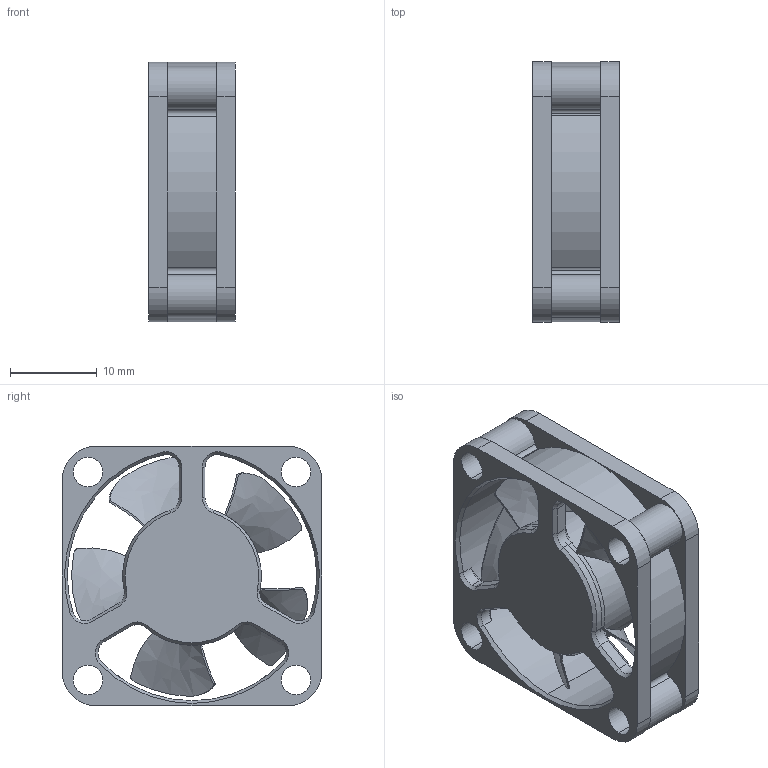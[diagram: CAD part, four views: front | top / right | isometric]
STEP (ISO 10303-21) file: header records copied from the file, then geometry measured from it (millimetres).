
FILE_DESCRIPTION (( 'STEP AP203' ), '1' );
FILE_NAME ('heatsink_fan_3030.STEP', '2022-02-13T11:23:11', ( '' ), ( '' ), 'SwSTEP 2.0', 'SolidWorks 2020', '' );
FILE_SCHEMA (( 'CONFIG_CONTROL_DESIGN' ));
Length unit declared in the file: millimetre
Products named in the file (3): heatsink_fan_3030; Component1; Fan 30mm
Assembly tree (2 placements, depth 2):
  heatsink_fan_3030
    Fan 30mm
    Component1
Bounding box: 10 x 30 x 30 mm (x, y, z)
Volume: 2811.8 mm3; surface area: 5341.3 mm2
Topology: 2 solids, 2 shells, 188 faces, 495 edges, 310 vertices
Faces by surface type: cylinder 66, plane 45, cone 43, bspline 34
Entity records: 9046 total; most frequent: CARTESIAN_POINT 4272, ORIENTED_EDGE 990, DIRECTION 886, EDGE_CURVE 495, AXIS2_PLACEMENT_3D 355, VERTEX_POINT 310, EDGE_LOOP 201, CIRCLE 196
